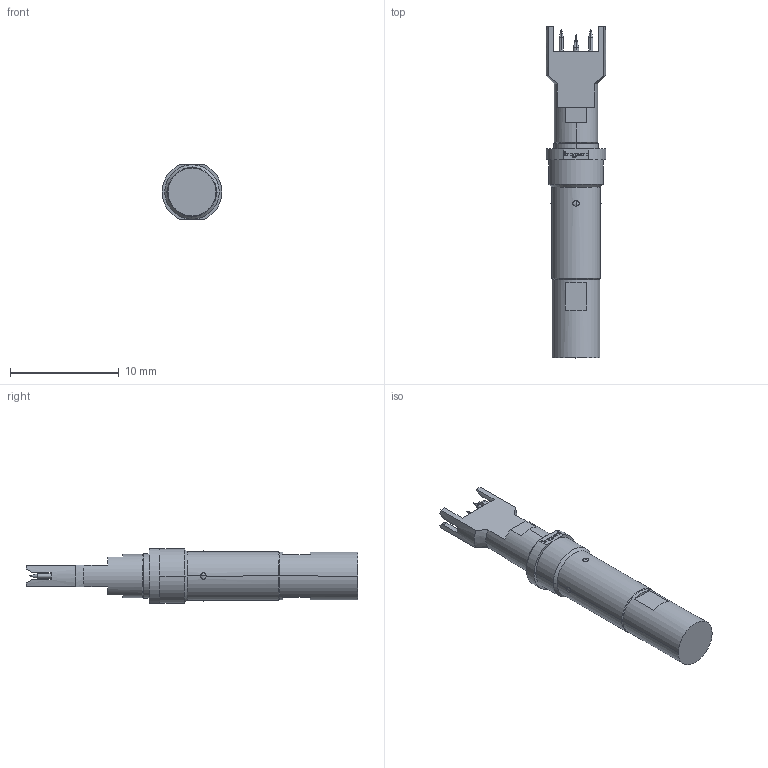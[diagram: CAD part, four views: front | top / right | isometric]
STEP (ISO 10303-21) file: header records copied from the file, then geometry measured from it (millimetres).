
FILE_DESCRIPTION (( 'STEP AP203' ), '1' );
FILE_NAME ('INGUN_HFS-4x0_201_051_A_xx29_V2-VZ4M.STEP', '2022-04-26T12:23:10', ( 'ochi' ), ( '' ), 'SwSTEP 2.0', 'SolidWorks 2018', '' );
FILE_SCHEMA (( 'CONFIG_CONTROL_DESIGN' ));
Length unit declared in the file: millimetre
Products named in the file (1): INGUN_HFS-4x0_201_051_A_xx29_V2-VZ4M
Bounding box: 5.5 x 30.5 x 5 mm (x, y, z)
Volume: 412.8 mm3; surface area: 466.5 mm2
Topology: 1 solids, 1 shells, 146 faces, 369 edges, 237 vertices
Faces by surface type: plane 74, cylinder 28, bspline 22, cone 14, sphere 8
Entity records: 4837 total; most frequent: CARTESIAN_POINT 1463, ORIENTED_EDGE 726, DIRECTION 601, EDGE_CURVE 363, VERTEX_POINT 237, AXIS2_PLACEMENT_3D 210, LINE 181, VECTOR 181
